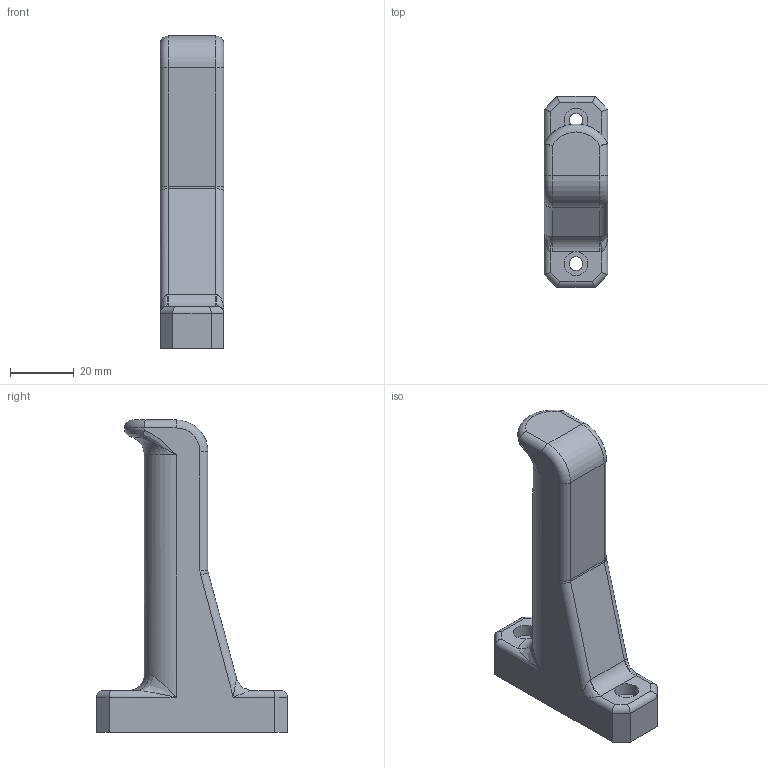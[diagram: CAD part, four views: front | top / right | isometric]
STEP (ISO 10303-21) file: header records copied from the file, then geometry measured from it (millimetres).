
FILE_DESCRIPTION (( 'STEP AP214' ), '1' );
FILE_NAME ('Spool_holder.STEP', '2024-12-08T11:47:42', ( '' ), ( '' ), 'SwSTEP 2.0', 'SolidWorks 2024', '' );
FILE_SCHEMA (( 'AUTOMOTIVE_DESIGN' ));
Length unit declared in the file: millimetre
Products named in the file (1): Spool_holder
Bounding box: 20 x 60 x 98 mm (x, y, z)
Volume: 48815.2 mm3; surface area: 10689.4 mm2
Topology: 1 solids, 1 shells, 67 faces, 168 edges, 97 vertices
Faces by surface type: cylinder 30, plane 16, bspline 12, torus 9
Entity records: 3706 total; most frequent: CARTESIAN_POINT 1482, ORIENTED_EDGE 324, DIRECTION 286, EDGE_CURVE 162, AXIS2_PLACEMENT_3D 109, VERTEX_POINT 97, EDGE_LOOP 71, UNCERTAINTY_MEASURE_WITH_UNIT 69
